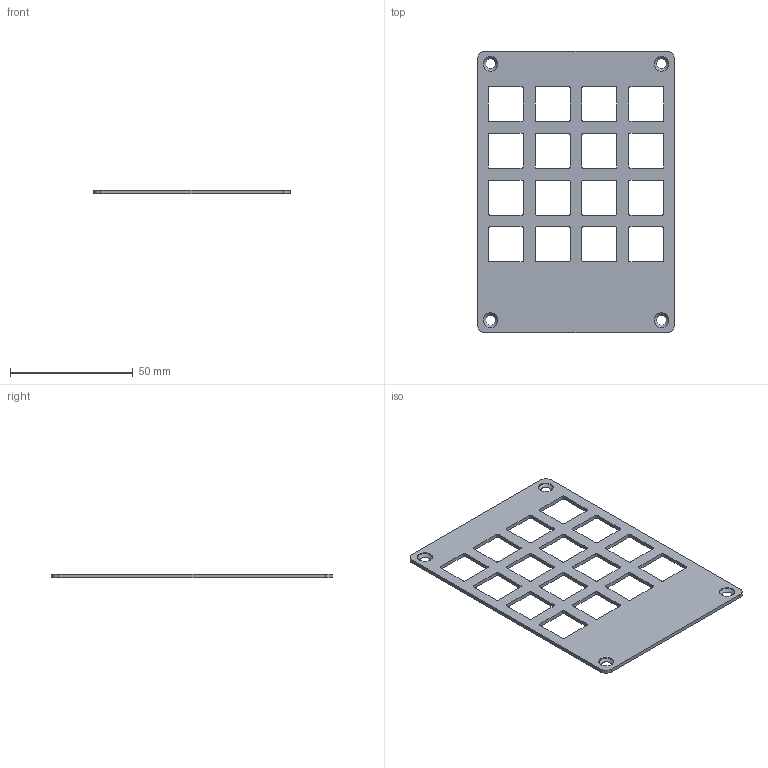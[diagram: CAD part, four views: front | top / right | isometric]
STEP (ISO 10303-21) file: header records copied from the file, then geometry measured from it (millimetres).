
FILE_DESCRIPTION(/* description */ (''),/* implementation_level */ '2;1');
FILE_NAME(/* name */ 'macro keypad v3 (pcb v3) v17.step',/* time_stamp */ '2024-04-23T01:43:41+08:00',/* author */ (''),/* organization */ (''),/* preprocessor_version */ 'ST-DEVELOPER v20',/* originating_system */ 'Autodesk Translation Framework v12.20.1.177',/* authorisation */ '');
FILE_SCHEMA (('AUTOMOTIVE_DESIGN { 1 0 10303 214 3 1 1 }'));
Length unit declared in the file: millimetre
Products named in the file (1): macro keypad v3 (pcb v3)
Bounding box: 80.1 x 114.6 x 1.5 mm (x, y, z)
Volume: 8789.5 mm3; surface area: 13773.9 mm2
Topology: 1 solids, 1 shells, 146 faces, 428 edges, 284 vertices
Faces by surface type: cylinder 72, plane 70, cone 4
Full cylindrical faces by diameter (mm): 6 x4
Entity records: 4990 total; most frequent: DIRECTION 870, CARTESIAN_POINT 859, ORIENTED_EDGE 856, EDGE_CURVE 428, AXIS2_PLACEMENT_3D 295, VERTEX_POINT 284, LINE 280, VECTOR 280
